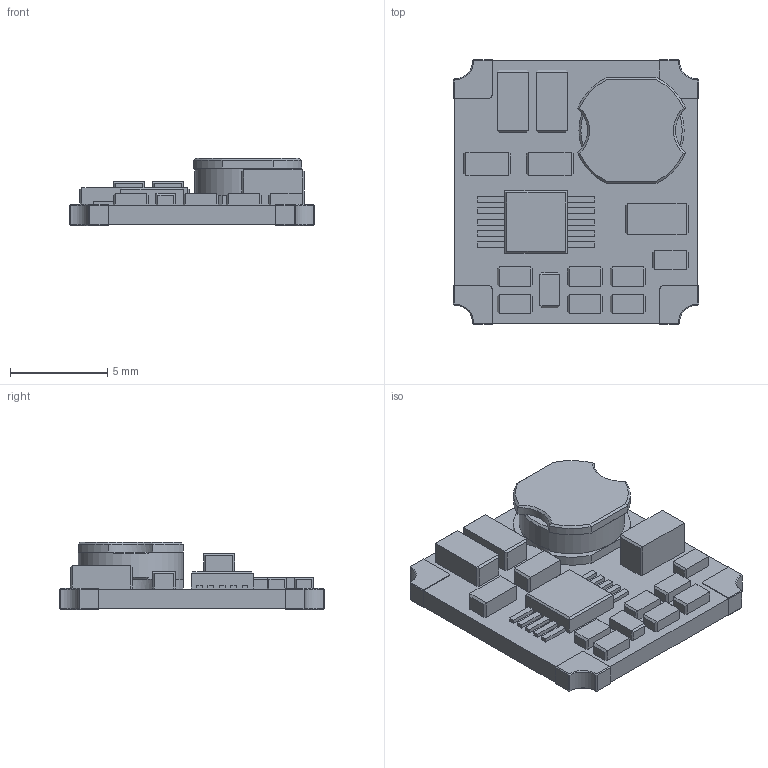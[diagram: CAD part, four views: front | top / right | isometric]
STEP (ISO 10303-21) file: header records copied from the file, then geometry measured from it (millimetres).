
FILE_DESCRIPTION(/* description */ ('model of RECOM_ROF-78Exx-0.5'),/* implementation_level */ '2;1');
FILE_NAME(/* name */ 'RECOM_ROF-78Exx-0.5.stp',/* time_stamp */ '2015-12-05T23:09:13',/* author */ ('Joan The Spark',''),/* organization */ (''),/* preprocessor_version */ '',/* originating_system */ '',/* authorisation */ '');
FILE_SCHEMA (('AUTOMOTIVE_DESIGN { 1 0 10303 214 3 1 1 }'));
Length unit declared in the file: millimetre
Products named in the file (1): RECOM_ROF
Bounding box: 12.6 x 13.6 x 3.46 mm (x, y, z)
Volume: 270.8 mm3; surface area: 527.7 mm2
Topology: 1 solids, 1 shells, 323 faces, 803 edges, 496 vertices
Faces by surface type: plane 281, cylinder 24, cone 18
Full cylindrical faces by diameter (mm): 5.4 x1
Entity records: 9691 total; most frequent: CARTESIAN_POINT 1678, ORIENTED_EDGE 1604, DIRECTION 1512, EDGE_CURVE 802, LINE 692, VECTOR 692, VERTEX_POINT 496, AXIS2_PLACEMENT_3D 410
